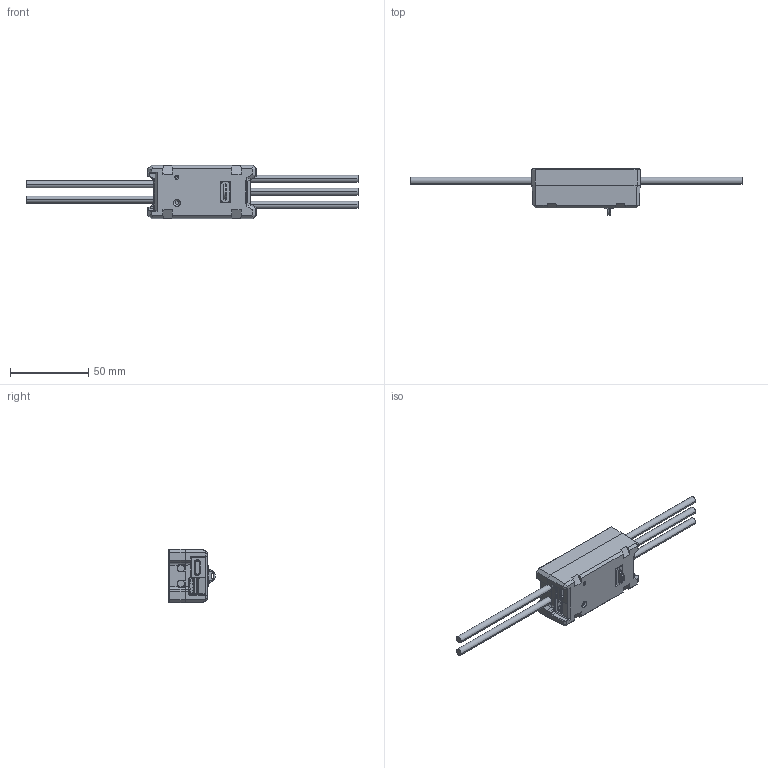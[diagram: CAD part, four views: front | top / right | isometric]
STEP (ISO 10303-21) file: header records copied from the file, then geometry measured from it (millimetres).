
FILE_DESCRIPTION (( 'STEP AP214' ), '1' );
FILE_NAME ('SPARK MAX REV-11-2158.STEP', '2018-11-14T21:26:29', ( '' ), ( '' ), 'SwSTEP 2.0', 'SolidWorks 2017', '' );
FILE_SCHEMA (( 'AUTOMOTIVE_DESIGN' ));
Length unit declared in the file: millimetre
Products named in the file (1): SPARK MAX REV-11-2158
Bounding box: 212.48 x 29.65 x 34.5 mm (x, y, z)
Volume: 39091.4 mm3; surface area: 43882 mm2
Topology: 25 solids, 25 shells, 1838 faces, 4647 edges, 2913 vertices
Faces by surface type: plane 1450, cylinder 218, cone 81, bspline 61, torus 24, sphere 4
Entity records: 76777 total; most frequent: CARTESIAN_POINT 12712, ORIENTED_EDGE 9242, DIRECTION 8470, EDGE_CURVE 4621, VECTOR 3782, LINE 3782, VERTEX_POINT 2913, AXIS2_PLACEMENT_3D 2344
